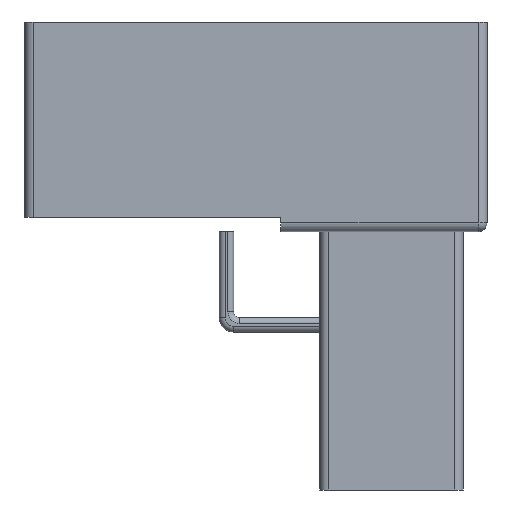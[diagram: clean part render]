
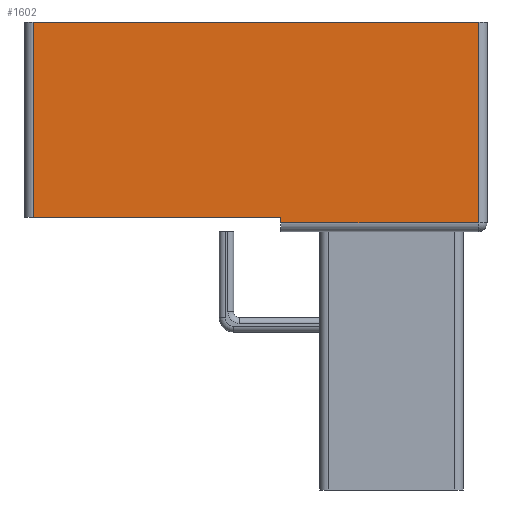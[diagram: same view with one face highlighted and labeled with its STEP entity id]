
A CAD part, front view. The second image highlights one B-rep face of the part: STEP entity #1602.
In plain terms, the highlighted planar face has unit normal (0, -1, 0).
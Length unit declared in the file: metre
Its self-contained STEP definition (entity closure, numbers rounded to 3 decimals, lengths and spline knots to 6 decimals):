
#249=ORIENTED_EDGE('',*,*,#692,.F.);
#250=ORIENTED_EDGE('',*,*,#693,.T.);
#251=ORIENTED_EDGE('',*,*,#694,.T.);
#252=ORIENTED_EDGE('',*,*,#695,.T.);
#253=ORIENTED_EDGE('',*,*,#696,.T.);
#254=ORIENTED_EDGE('',*,*,#697,.F.);
#692=EDGE_CURVE('',#906,#907,#1061,.T.);
#693=EDGE_CURVE('',#906,#908,#1062,.F.);
#694=EDGE_CURVE('',#908,#909,#1063,.F.);
#695=EDGE_CURVE('',#909,#910,#1064,.T.);
#696=EDGE_CURVE('',#910,#911,#1065,.T.);
#697=EDGE_CURVE('',#907,#911,#1066,.T.);
#906=VERTEX_POINT('',#2584);
#907=VERTEX_POINT('',#2585);
#908=VERTEX_POINT('',#2587);
#909=VERTEX_POINT('',#2589);
#910=VERTEX_POINT('',#2591);
#911=VERTEX_POINT('',#2593);
#1061=LINE('',#2583,#1220);
#1062=LINE('',#2586,#1221);
#1063=LINE('',#2588,#1222);
#1064=LINE('',#2590,#1223);
#1065=LINE('',#2592,#1224);
#1066=LINE('',#2594,#1225);
#1220=VECTOR('',#2023,1.);
#1221=VECTOR('',#2024,1.);
#1222=VECTOR('',#2025,1.);
#1223=VECTOR('',#2026,1.);
#1224=VECTOR('',#2027,1.);
#1225=VECTOR('',#2028,1.);
#1300=EDGE_LOOP('',(#249,#250,#251,#252,#253,#254));
#1425=FACE_BOUND('',#1300,.T.);
#1545=PLANE('',#1725);
#1602=ADVANCED_FACE('',(#1425),#1545,.T.);
#1725=AXIS2_PLACEMENT_3D('',#2582,#2021,#2022);
#2021=DIRECTION('',(0.,-1.,0.));
#2022=DIRECTION('',(1.,0.,0.));
#2023=DIRECTION('',(0.,0.,1.));
#2024=DIRECTION('',(-1.,0.,0.));
#2025=DIRECTION('',(0.,0.,-1.));
#2026=DIRECTION('',(-1.,0.,0.));
#2027=DIRECTION('',(0.,0.,-1.));
#2028=DIRECTION('',(-1.,0.,0.));
#2582=CARTESIAN_POINT('',(0.,-0.037,0.02));
#2583=CARTESIAN_POINT('',(0.03959,-0.037,-0.053));
#2584=CARTESIAN_POINT('',(0.03959,-0.037,-0.05));
#2585=CARTESIAN_POINT('',(0.03959,-0.037,-0.048));
#2586=CARTESIAN_POINT('',(0.,-0.037,-0.05));
#2587=CARTESIAN_POINT('',(0.1085,-0.037,-0.05));
#2588=CARTESIAN_POINT('',(0.1085,-0.037,0.02));
#2589=CARTESIAN_POINT('',(0.1085,-0.037,0.02));
#2590=CARTESIAN_POINT('',(0.,-0.037,0.02));
#2591=CARTESIAN_POINT('',(-0.0465,-0.037,0.02));
#2592=CARTESIAN_POINT('',(-0.0465,-0.037,-0.048));
#2593=CARTESIAN_POINT('',(-0.0465,-0.037,-0.048));
#2594=CARTESIAN_POINT('',(0.,-0.037,-0.048));
